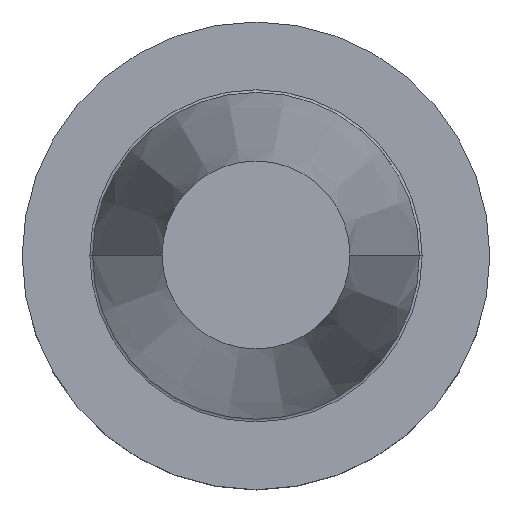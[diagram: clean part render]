
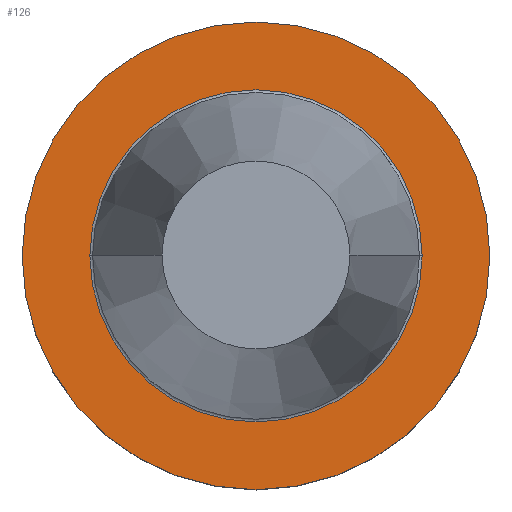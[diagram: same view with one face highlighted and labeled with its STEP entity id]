
A CAD part, top view. The second image highlights one B-rep face of the part: STEP entity #126.
In plain terms, the highlighted planar face has unit normal (0, 0, 1).
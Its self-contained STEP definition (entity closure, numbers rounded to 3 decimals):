
#65=PLANE('',#957);
#86=FACE_BOUND('',#247,.T.);
#87=FACE_BOUND('',#248,.T.);
#126=ADVANCED_FACE('',(#86,#87),#65,.F.);
#247=EDGE_LOOP('',(#405,#406));
#248=EDGE_LOOP('',(#407));
#299=CIRCLE('',#926,35.5);
#303=CIRCLE('',#931,49.979);
#318=CIRCLE('',#956,35.5);
#405=ORIENTED_EDGE('',*,*,#706,.T.);
#406=ORIENTED_EDGE('',*,*,#681,.T.);
#407=ORIENTED_EDGE('',*,*,#685,.F.);
#596=VERTEX_POINT('',#1320);
#597=VERTEX_POINT('',#1321);
#598=VERTEX_POINT('',#1327);
#681=EDGE_CURVE('',#596,#597,#299,.T.);
#685=EDGE_CURVE('',#598,#598,#303,.T.);
#706=EDGE_CURVE('',#597,#596,#318,.T.);
#926=AXIS2_PLACEMENT_3D('',#1319,#1067,#1068);
#931=AXIS2_PLACEMENT_3D('',#1326,#1077,#1078);
#956=AXIS2_PLACEMENT_3D('',#1370,#1133,#1134);
#957=AXIS2_PLACEMENT_3D('',#1371,#1135,#1136);
#1067=DIRECTION('',(0.,0.,-1.));
#1068=DIRECTION('',(-1.,0.,0.));
#1077=DIRECTION('',(0.,0.,-1.));
#1078=DIRECTION('',(-1.,0.,0.));
#1133=DIRECTION('',(0.,0.,-1.));
#1134=DIRECTION('',(-1.,0.,0.));
#1135=DIRECTION('',(0.,0.,-1.));
#1136=DIRECTION('',(1.,0.,0.));
#1319=CARTESIAN_POINT('',(0.,0.,-3.));
#1320=CARTESIAN_POINT('',(35.5,0.,-3.));
#1321=CARTESIAN_POINT('',(-35.5,0.,-3.));
#1326=CARTESIAN_POINT('',(0.,0.,-3.));
#1327=CARTESIAN_POINT('',(-49.979,0.,-3.));
#1370=CARTESIAN_POINT('',(0.,0.,-3.));
#1371=CARTESIAN_POINT('',(0.,35.5,-3.));
